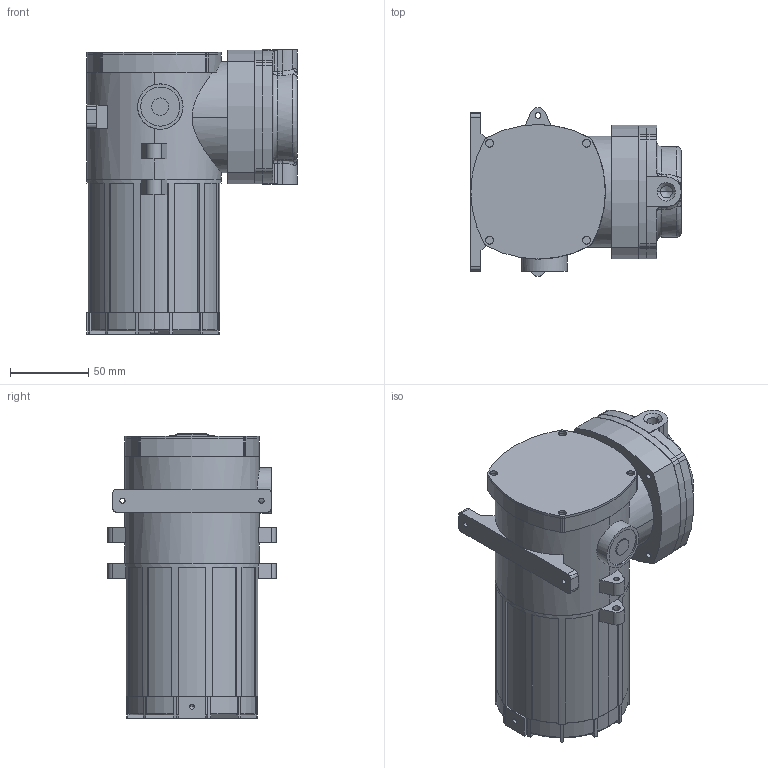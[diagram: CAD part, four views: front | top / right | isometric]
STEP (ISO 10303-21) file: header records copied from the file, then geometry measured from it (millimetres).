
FILE_DESCRIPTION((''),'2;1');
FILE_NAME('compressor.stp','2002-01-15T20:24:00',('Administrator'),(''),'Autodesk Inventor (tm) 3.0','Autodesk Inventor (tm) 3.0','');
FILE_SCHEMA(('CONFIG_CONTROL_DESIGN'));
Length unit declared in the file: millimetre
Products named in the file (7): compressor; CompressorHead; CompressorValve; CompressorPlate; CompressorBody; compressormotorbody; compressormotorcap
Assembly tree (6 placements, depth 2):
  compressor
    CompressorHead
    CompressorValve
    CompressorPlate
    CompressorBody
    compressormotorbody
    compressormotorcap
Bounding box: 134.5 x 108 x 181.75 mm (x, y, z)
Volume: 1289719.2 mm3; surface area: 156844.6 mm2
Topology: 6 solids, 6 shells, 525 faces, 1426 edges, 906 vertices
Faces by surface type: cylinder 212, plane 152, bspline 94, torus 63, cone 4
Entity records: 21410 total; most frequent: CARTESIAN_POINT 7278, ORIENTED_EDGE 2816, DIRECTION 2815, EDGE_CURVE 1408, AXIS2_PLACEMENT_3D 1099, VERTEX_POINT 906, CIRCLE 655, VECTOR 617
